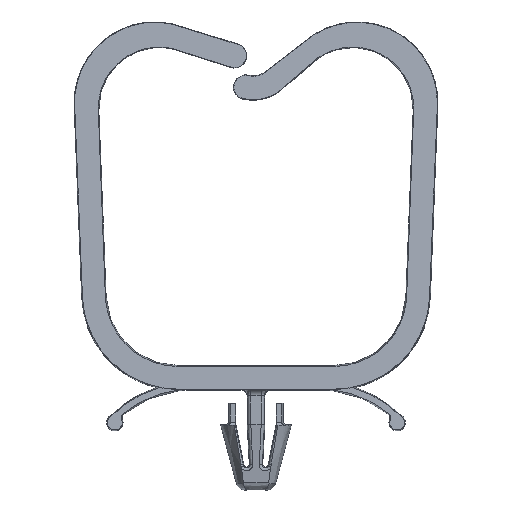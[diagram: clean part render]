
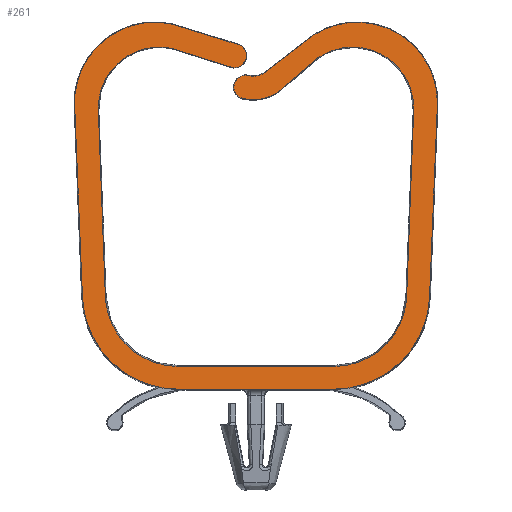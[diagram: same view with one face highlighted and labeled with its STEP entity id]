
A CAD part, front view. The second image highlights one B-rep face of the part: STEP entity #261.
In plain terms, the highlighted planar face has unit normal (0, -0.996, 0.087).
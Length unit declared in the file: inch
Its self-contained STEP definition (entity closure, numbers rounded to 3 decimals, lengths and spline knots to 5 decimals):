
#174=PLANE('',#2746);
#261=ADVANCED_FACE('',(#460),#174,.T.);
#460=FACE_OUTER_BOUND('',#619,.T.);
#619=EDGE_LOOP('',(#1457,#1458,#1459,#1460,#1461,#1462,#1463,#1464,#1465,
#1466,#1467,#1468,#1469,#1470,#1471,#1472,#1473,#1474,#1475,#1476,#1477,
#1478));
#739=LINE('',#3425,#872);
#784=LINE('',#3648,#917);
#785=LINE('',#3662,#918);
#788=LINE('',#3684,#921);
#791=LINE('',#3692,#924);
#794=LINE('',#3700,#927);
#797=LINE('',#3708,#930);
#798=LINE('',#3722,#931);
#799=LINE('',#3736,#932);
#801=LINE('',#3742,#934);
#872=VECTOR('',#2872,1.);
#917=VECTOR('',#3029,1.);
#918=VECTOR('',#3036,1.);
#921=VECTOR('',#3053,1.);
#924=VECTOR('',#3062,1.);
#927=VECTOR('',#3071,1.);
#930=VECTOR('',#3080,1.);
#931=VECTOR('',#3087,1.);
#932=VECTOR('',#3094,1.);
#934=VECTOR('',#3102,1.);
#1008=ELLIPSE('',#2669,0.33817,0.33689);
#1022=ELLIPSE('',#2715,0.33817,0.33689);
#1023=ELLIPSE('',#2718,0.28322,0.28214);
#1024=ELLIPSE('',#2721,0.07532,0.07504);
#1025=ELLIPSE('',#2723,0.04156,0.0414);
#1026=ELLIPSE('',#2725,0.15879,0.15818);
#1027=ELLIPSE('',#2728,0.21557,0.21475);
#1028=ELLIPSE('',#2731,0.25728,0.25631);
#1029=ELLIPSE('',#2734,0.25728,0.25631);
#1030=ELLIPSE('',#2737,0.21557,0.21475);
#1031=ELLIPSE('',#2740,0.04173,0.04157);
#1032=ELLIPSE('',#2743,0.28322,0.28214);
#1457=ORIENTED_EDGE('',*,*,#2340,.T.);
#1458=ORIENTED_EDGE('',*,*,#2342,.T.);
#1459=ORIENTED_EDGE('',*,*,#2344,.T.);
#1460=ORIENTED_EDGE('',*,*,#2346,.F.);
#1461=ORIENTED_EDGE('',*,*,#2348,.F.);
#1462=ORIENTED_EDGE('',*,*,#2350,.T.);
#1463=ORIENTED_EDGE('',*,*,#2352,.T.);
#1464=ORIENTED_EDGE('',*,*,#2354,.T.);
#1465=ORIENTED_EDGE('',*,*,#2356,.F.);
#1466=ORIENTED_EDGE('',*,*,#2358,.F.);
#1467=ORIENTED_EDGE('',*,*,#2360,.F.);
#1468=ORIENTED_EDGE('',*,*,#2362,.F.);
#1469=ORIENTED_EDGE('',*,*,#2364,.T.);
#1470=ORIENTED_EDGE('',*,*,#2366,.T.);
#1471=ORIENTED_EDGE('',*,*,#2368,.F.);
#1472=ORIENTED_EDGE('',*,*,#2370,.F.);
#1473=ORIENTED_EDGE('',*,*,#2372,.T.);
#1474=ORIENTED_EDGE('',*,*,#2374,.T.);
#1475=ORIENTED_EDGE('',*,*,#2376,.T.);
#1476=ORIENTED_EDGE('',*,*,#2377,.F.);
#1477=ORIENTED_EDGE('',*,*,#2275,.F.);
#1478=ORIENTED_EDGE('',*,*,#2251,.T.);
#2019=VERTEX_POINT('',#3424);
#2020=VERTEX_POINT('',#3426);
#2040=VERTEX_POINT('',#3487);
#2080=VERTEX_POINT('',#3643);
#2081=VERTEX_POINT('',#3647);
#2082=VERTEX_POINT('',#3654);
#2083=VERTEX_POINT('',#3661);
#2084=VERTEX_POINT('',#3665);
#2085=VERTEX_POINT('',#3669);
#2086=VERTEX_POINT('',#3676);
#2087=VERTEX_POINT('',#3683);
#2088=VERTEX_POINT('',#3687);
#2089=VERTEX_POINT('',#3691);
#2090=VERTEX_POINT('',#3695);
#2091=VERTEX_POINT('',#3699);
#2092=VERTEX_POINT('',#3703);
#2093=VERTEX_POINT('',#3707);
#2094=VERTEX_POINT('',#3714);
#2095=VERTEX_POINT('',#3721);
#2096=VERTEX_POINT('',#3728);
#2097=VERTEX_POINT('',#3735);
#2098=VERTEX_POINT('',#3739);
#2251=EDGE_CURVE('',#2020,#2019,#739,.T.);
#2275=EDGE_CURVE('',#2020,#2040,#1008,.T.);
#2340=EDGE_CURVE('',#2019,#2080,#1022,.T.);
#2342=EDGE_CURVE('',#2080,#2081,#784,.T.);
#2344=EDGE_CURVE('',#2081,#2082,#1023,.T.);
#2346=EDGE_CURVE('',#2083,#2082,#785,.T.);
#2348=EDGE_CURVE('',#2084,#2083,#1024,.T.);
#2350=EDGE_CURVE('',#2084,#2085,#1025,.T.);
#2352=EDGE_CURVE('',#2085,#2086,#1026,.T.);
#2354=EDGE_CURVE('',#2086,#2087,#788,.T.);
#2356=EDGE_CURVE('',#2088,#2087,#1027,.T.);
#2358=EDGE_CURVE('',#2089,#2088,#791,.T.);
#2360=EDGE_CURVE('',#2090,#2089,#1028,.T.);
#2362=EDGE_CURVE('',#2091,#2090,#794,.T.);
#2364=EDGE_CURVE('',#2091,#2092,#1029,.T.);
#2366=EDGE_CURVE('',#2092,#2093,#797,.T.);
#2368=EDGE_CURVE('',#2094,#2093,#1030,.T.);
#2370=EDGE_CURVE('',#2095,#2094,#798,.T.);
#2372=EDGE_CURVE('',#2095,#2096,#1031,.T.);
#2374=EDGE_CURVE('',#2096,#2097,#799,.T.);
#2376=EDGE_CURVE('',#2097,#2098,#1032,.T.);
#2377=EDGE_CURVE('',#2040,#2098,#801,.T.);
#2669=AXIS2_PLACEMENT_3D('',#3486,#2901,#2902);
#2715=AXIS2_PLACEMENT_3D('',#3644,#3024,#3025);
#2718=AXIS2_PLACEMENT_3D('',#3655,#3032,#3033);
#2721=AXIS2_PLACEMENT_3D('',#3666,#3040,#3041);
#2723=AXIS2_PLACEMENT_3D('',#3670,#3045,#3046);
#2725=AXIS2_PLACEMENT_3D('',#3677,#3049,#3050);
#2728=AXIS2_PLACEMENT_3D('',#3688,#3057,#3058);
#2731=AXIS2_PLACEMENT_3D('',#3696,#3066,#3067);
#2734=AXIS2_PLACEMENT_3D('',#3704,#3075,#3076);
#2737=AXIS2_PLACEMENT_3D('',#3715,#3083,#3084);
#2740=AXIS2_PLACEMENT_3D('',#3729,#3090,#3091);
#2743=AXIS2_PLACEMENT_3D('',#3740,#3098,#3099);
#2746=AXIS2_PLACEMENT_3D('',#3744,#3105,#3106);
#2872=DIRECTION('',(1.,0.,0.));
#2901=DIRECTION('',(0.,0.996,-0.087));
#2902=DIRECTION('',(0.,0.087,0.996));
#3024=DIRECTION('',(0.,-0.996,0.087));
#3025=DIRECTION('',(0.,0.087,0.996));
#3029=DIRECTION('',(0.041,0.087,0.995));
#3032=DIRECTION('',(0.,-0.996,0.087));
#3033=DIRECTION('',(0.,0.087,0.996));
#3036=DIRECTION('',(0.792,0.053,0.608));
#3040=DIRECTION('',(0.,-0.996,0.087));
#3041=DIRECTION('',(0.,-0.087,-0.996));
#3045=DIRECTION('',(0.,-0.996,0.087));
#3046=DIRECTION('',(0.,0.087,0.996));
#3049=DIRECTION('',(0.,-0.996,0.087));
#3050=DIRECTION('',(0.,0.087,0.996));
#3053=DIRECTION('',(0.757,0.057,0.651));
#3057=DIRECTION('',(0.,-0.996,0.087));
#3058=DIRECTION('',(0.,-0.087,-0.996));
#3062=DIRECTION('',(0.038,0.087,0.995));
#3066=DIRECTION('',(0.,-0.996,0.087));
#3067=DIRECTION('',(0.,-0.087,-0.996));
#3071=DIRECTION('',(1.,0.,0.));
#3075=DIRECTION('',(0.,0.996,-0.087));
#3076=DIRECTION('',(0.,-0.087,-0.996));
#3080=DIRECTION('',(-0.038,0.087,0.995));
#3083=DIRECTION('',(0.,-0.996,0.087));
#3084=DIRECTION('',(0.,-0.087,-0.996));
#3087=DIRECTION('',(-0.953,0.026,0.302));
#3090=DIRECTION('',(0.,-0.996,0.087));
#3091=DIRECTION('',(0.,0.087,0.996));
#3094=DIRECTION('',(-0.955,0.026,0.296));
#3098=DIRECTION('',(0.,-0.996,0.087));
#3099=DIRECTION('',(0.,0.087,0.996));
#3102=DIRECTION('',(-0.041,0.087,0.995));
#3105=DIRECTION('',(0.,-0.996,0.087));
#3106=DIRECTION('',(0.,-0.087,-0.996));
#3424=CARTESIAN_POINT('',(0.27378,-0.19012,-0.08287));
#3425=CARTESIAN_POINT('',(0.27378,-0.19012,-0.08287));
#3426=CARTESIAN_POINT('',(-0.27378,-0.19012,-0.08287));
#3486=CARTESIAN_POINT('',(-0.27378,-0.16065,0.25401));
#3487=CARTESIAN_POINT('',(-0.61039,-0.16185,0.24027));
#3643=CARTESIAN_POINT('',(0.61039,-0.16185,0.24027));
#3644=CARTESIAN_POINT('',(0.27378,-0.16065,0.25401));
#3647=CARTESIAN_POINT('',(0.63789,-0.10291,0.91402));
#3648=CARTESIAN_POINT('',(0.59666,-0.19127,-0.09595));
#3654=CARTESIAN_POINT('',(0.20341,-0.08114,1.16287));
#3655=CARTESIAN_POINT('',(0.35598,-0.1019,0.92553));
#3661=CARTESIAN_POINT('',(0.0303,-0.09277,1.02992));
#3662=CARTESIAN_POINT('',(0.03426,-0.0925,1.03296));
#3665=CARTESIAN_POINT('',(-0.02713,-0.09365,1.01986));
#3666=CARTESIAN_POINT('',(-0.01035,-0.08725,1.09299));
#3669=CARTESIAN_POINT('',(-0.04562,-0.10071,0.93915));
#3670=CARTESIAN_POINT('',(-0.03639,-0.09718,0.97951));
#3676=CARTESIAN_POINT('',(0.07965,-0.0986,0.96327));
#3677=CARTESIAN_POINT('',(-0.01035,-0.08722,1.09335));
#3683=CARTESIAN_POINT('',(0.21764,-0.08821,1.08204));
#3684=CARTESIAN_POINT('',(-0.32871,-0.12935,0.61177));
#3687=CARTESIAN_POINT('',(0.5546,-0.10436,0.89746));
#3688=CARTESIAN_POINT('',(0.34,-0.10365,0.90556));
#3691=CARTESIAN_POINT('',(0.5299,-0.16158,0.24344));
#3692=CARTESIAN_POINT('',(0.53043,-0.16035,0.25745));
#3695=CARTESIAN_POINT('',(0.27378,-0.18315,-0.0032));
#3696=CARTESIAN_POINT('',(0.27378,-0.16073,0.25311));
#3699=CARTESIAN_POINT('',(-0.27378,-0.18315,-0.0032));
#3700=CARTESIAN_POINT('',(-0.27378,-0.18315,-0.0032));
#3703=CARTESIAN_POINT('',(-0.5299,-0.16158,0.24344));
#3704=CARTESIAN_POINT('',(-0.27378,-0.16073,0.25311));
#3707=CARTESIAN_POINT('',(-0.5546,-0.10436,0.89746));
#3708=CARTESIAN_POINT('',(-0.51646,-0.19272,-0.11249));
#3714=CARTESIAN_POINT('',(-0.29262,-0.08532,1.11502));
#3715=CARTESIAN_POINT('',(-0.34,-0.10365,0.90556));
#3721=CARTESIAN_POINT('',(-0.08487,-0.09108,1.04923));
#3722=CARTESIAN_POINT('',(-0.0871,-0.09102,1.04993));
#3728=CARTESIAN_POINT('',(-0.06664,-0.08398,1.13034));
#3729=CARTESIAN_POINT('',(-0.07577,-0.08753,1.08979));
#3735=CARTESIAN_POINT('',(-0.29367,-0.07783,1.20071));
#3736=CARTESIAN_POINT('',(0.5892,-0.10177,0.92706));
#3739=CARTESIAN_POINT('',(-0.63789,-0.10291,0.91402));
#3740=CARTESIAN_POINT('',(-0.35598,-0.1019,0.92553));
#3742=CARTESIAN_POINT('',(-0.61096,-0.16063,0.25431));
#3744=CARTESIAN_POINT('',(0.27378,-0.19012,-0.08287));
